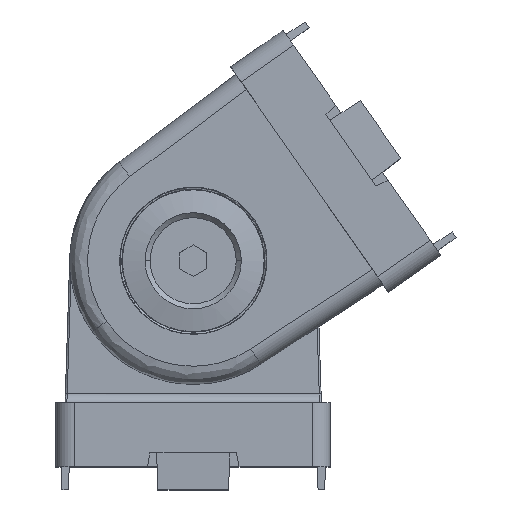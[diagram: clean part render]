
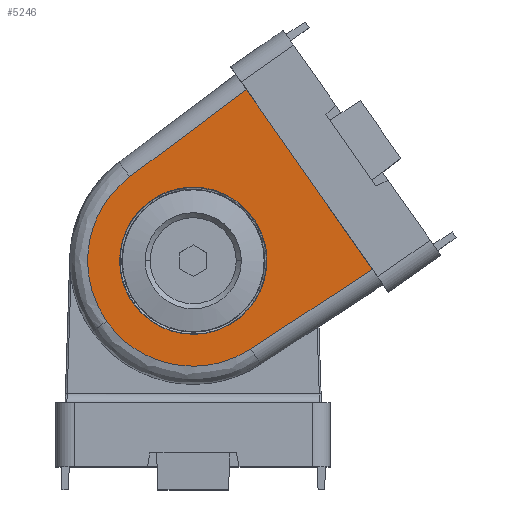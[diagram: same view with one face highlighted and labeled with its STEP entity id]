
A CAD part, top view. The second image highlights one B-rep face of the part: STEP entity #5246.
In plain terms, the highlighted planar face has unit normal (-0.014, -0.01, 1).
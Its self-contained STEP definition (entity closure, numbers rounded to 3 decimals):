
#68 = LINE ( 'NONE', #10017, #1175 ) ;
#116 = EDGE_CURVE ( 'NONE', #12640, #11977, #5424, .T. ) ;
#124 = CARTESIAN_POINT ( 'NONE',  ( -9.449, -6.616, 13.528 ) ) ;
#902 = ORIENTED_EDGE ( 'NONE', *, *, #7026, .F. ) ;
#1008 = CARTESIAN_POINT ( 'NONE',  ( 4.093, 21.178, 14. ) ) ;
#1175 = VECTOR ( 'NONE', #10991, 1000. ) ;
#1212 = FACE_OUTER_BOUND ( 'NONE', #10280, .T. ) ;
#1432 = ORIENTED_EDGE ( 'NONE', *, *, #116, .F. ) ;
#1562 = VERTEX_POINT ( 'NONE', #5032 ) ;
#1790 = EDGE_CURVE ( 'NONE', #1562, #4545, #5126, .T. ) ;
#2316 = CARTESIAN_POINT ( 'NONE',  ( -11.151, 3.253, 13.603 ) ) ;
#2326 = CARTESIAN_POINT ( 'NONE',  ( 15.819, -8.561, 13.87 ) ) ;
#2333 = CARTESIAN_POINT ( 'NONE',  ( 6.592, 4.616, 13.87 ) ) ;
#2377 = B_SPLINE_CURVE_WITH_KNOTS ( 'NONE', 3,
 ( #12581, #3519, #7483, #2542, #11613, #2731, #7993, #4882, #5078, #124 ),
 .UNSPECIFIED., .F., .F.,
 ( 4, 2, 2, 2, 4 ),
 ( 0., 0.25, 0.5, 0.75, 1. ),
 .UNSPECIFIED. ) ;
#2453 = CARTESIAN_POINT ( 'NONE',  ( 2.642, -17.787, 13.589 ) ) ;
#2542 = CARTESIAN_POINT ( 'NONE',  ( 0.745, -11.588, 13.624 ) ) ;
#2731 = CARTESIAN_POINT ( 'NONE',  ( -3.654, -11.033, 13.567 ) ) ;
#3032 = CARTESIAN_POINT ( 'NONE',  ( -11.617, 0.34, 13.567 ) ) ;
#3165 = CARTESIAN_POINT ( 'NONE',  ( -10.905, -4.036, 13.533 ) ) ;
#3343 =( BOUNDED_CURVE ( )  B_SPLINE_CURVE ( 3, ( #11363, #7603, #11543, #5340 ),
 .UNSPECIFIED., .F., .T. ) 
 B_SPLINE_CURVE_WITH_KNOTS ( ( 4, 4 ),
 ( 0., 3.142 ),
 .UNSPECIFIED. ) 
 CURVE ( )  GEOMETRIC_REPRESENTATION_ITEM ( )  RATIONAL_B_SPLINE_CURVE ( ( 1., 0.333, 0.333, 1. ) ) 
 REPRESENTATION_ITEM ( '' )  );
#3515 = DIRECTION ( 'NONE',  ( -0.574, 0.819, 0. ) ) ;
#3519 = CARTESIAN_POINT ( 'NONE',  ( 5.03, -10.453, 13.697 ) ) ;
#3709 = VERTEX_POINT ( 'NONE', #12209 ) ;
#4450 = DIRECTION ( 'NONE',  ( -0.837, -0.547, -0.017 ) ) ;
#4509 = CARTESIAN_POINT ( 'NONE',  ( 19.58, -0.939, 14. ) ) ;
#4545 = VERTEX_POINT ( 'NONE', #5883 ) ;
#4555 = ORIENTED_EDGE ( 'NONE', *, *, #1790, .F. ) ;
#4612 = CARTESIAN_POINT ( 'NONE',  ( 4.093, 21.178, 14. ) ) ;
#4882 = CARTESIAN_POINT ( 'NONE',  ( -7.522, -8.867, 13.533 ) ) ;
#4988 = DIRECTION ( 'NONE',  ( 0.014, 0.01, -1. ) ) ;
#5032 = CARTESIAN_POINT ( 'NONE',  ( -9.449, -6.616, 13.528 ) ) ;
#5078 = CARTESIAN_POINT ( 'NONE',  ( -8.603, -7.824, 13.528 ) ) ;
#5126 = B_SPLINE_CURVE_WITH_KNOTS ( 'NONE', 3,
 ( #11590, #12818, #3165, #9065, #3032, #2316, #11144, #5251, #8169, #7973 ),
 .UNSPECIFIED., .F., .F.,
 ( 4, 2, 2, 2, 4 ),
 ( 0., 0.25, 0.5, 0.75, 1. ),
 .UNSPECIFIED. ) ;
#5246 = ADVANCED_FACE ( 'NONE', ( #7197, #1212 ), #7065, .F. ) ;
#5251 = CARTESIAN_POINT ( 'NONE',  ( -9.11, 7.188, 13.671 ) ) ;
#5340 = CARTESIAN_POINT ( 'NONE',  ( -6.584, -4.61, 13.589 ) ) ;
#5424 = LINE ( 'NONE', #4509, #6515 ) ;
#5498 = CARTESIAN_POINT ( 'NONE',  ( 19.58, -0.939, 14. ) ) ;
#5547 = VECTOR ( 'NONE', #3515, 1000. ) ;
#5826 = EDGE_CURVE ( 'NONE', #4545, #3709, #68, .T. ) ;
#5883 = CARTESIAN_POINT ( 'NONE',  ( -6.921, 9.186, 13.722 ) ) ;
#6149 = EDGE_CURVE ( 'NONE', #12640, #3709, #10524, .T. ) ;
#6313 = VERTEX_POINT ( 'NONE', #2333 ) ;
#6515 = VECTOR ( 'NONE', #4450, 1000. ) ;
#7026 = EDGE_CURVE ( 'NONE', #11977, #1562, #2377, .T. ) ;
#7065 = PLANE ( 'NONE',  #8424 ) ;
#7124 =( BOUNDED_CURVE ( )  B_SPLINE_CURVE ( 3, ( #8361, #2453, #2326, #8423 ),
 .UNSPECIFIED., .F., .T. ) 
 B_SPLINE_CURVE_WITH_KNOTS ( ( 4, 4 ),
 ( 3.142, 6.283 ),
 .UNSPECIFIED. ) 
 CURVE ( )  GEOMETRIC_REPRESENTATION_ITEM ( )  RATIONAL_B_SPLINE_CURVE ( ( 1., 0.333, 0.333, 1. ) ) 
 REPRESENTATION_ITEM ( '' )  );
#7197 = FACE_BOUND ( 'NONE', #7297, .T. ) ;
#7297 = EDGE_LOOP ( 'NONE', ( #9818, #12568 ) ) ;
#7331 = CARTESIAN_POINT ( 'NONE',  ( -6.584, -4.61, 13.589 ) ) ;
#7404 = VERTEX_POINT ( 'NONE', #7331 ) ;
#7483 = CARTESIAN_POINT ( 'NONE',  ( 3.639, -11.019, 13.671 ) ) ;
#7603 = CARTESIAN_POINT ( 'NONE',  ( -2.634, 17.793, 13.87 ) ) ;
#7654 = ORIENTED_EDGE ( 'NONE', *, *, #6149, .T. ) ;
#7973 = CARTESIAN_POINT ( 'NONE',  ( -6.921, 9.186, 13.722 ) ) ;
#7993 = CARTESIAN_POINT ( 'NONE',  ( -5.047, -10.472, 13.552 ) ) ;
#8169 = CARTESIAN_POINT ( 'NONE',  ( -8.102, 8.302, 13.697 ) ) ;
#8361 = CARTESIAN_POINT ( 'NONE',  ( -6.584, -4.61, 13.589 ) ) ;
#8423 = CARTESIAN_POINT ( 'NONE',  ( 6.592, 4.616, 13.87 ) ) ;
#8424 = AXIS2_PLACEMENT_3D ( 'NONE', #1008, #4988, #10895 ) ;
#9065 = CARTESIAN_POINT ( 'NONE',  ( -11.567, -1.161, 13.552 ) ) ;
#9391 = EDGE_CURVE ( 'NONE', #6313, #7404, #3343, .T. ) ;
#9818 = ORIENTED_EDGE ( 'NONE', *, *, #12122, .F. ) ;
#9858 = ORIENTED_EDGE ( 'NONE', *, *, #5826, .F. ) ;
#10017 = CARTESIAN_POINT ( 'NONE',  ( -6.889, 9.21, 13.723 ) ) ;
#10280 = EDGE_LOOP ( 'NONE', ( #902, #1432, #7654, #9858, #4555 ) ) ;
#10524 = LINE ( 'NONE', #4612, #5547 ) ;
#10895 = DIRECTION ( 'NONE',  ( 0.819, 0.573, 0.017 ) ) ;
#10991 = DIRECTION ( 'NONE',  ( 0.8, 0.599, 0.017 ) ) ;
#11144 = CARTESIAN_POINT ( 'NONE',  ( -10.635, 4.663, 13.624 ) ) ;
#11363 = CARTESIAN_POINT ( 'NONE',  ( 6.592, 4.616, 13.87 ) ) ;
#11543 = CARTESIAN_POINT ( 'NONE',  ( -15.811, 8.566, 13.589 ) ) ;
#11590 = CARTESIAN_POINT ( 'NONE',  ( -9.449, -6.616, 13.528 ) ) ;
#11613 = CARTESIAN_POINT ( 'NONE',  ( -0.757, -11.591, 13.603 ) ) ;
#11977 = VERTEX_POINT ( 'NONE', #12061 ) ;
#12061 = CARTESIAN_POINT ( 'NONE',  ( 6.265, -9.645, 13.722 ) ) ;
#12122 = EDGE_CURVE ( 'NONE', #7404, #6313, #7124, .T. ) ;
#12209 = CARTESIAN_POINT ( 'NONE',  ( 5.814, 18.72, 14. ) ) ;
#12568 = ORIENTED_EDGE ( 'NONE', *, *, #9391, .F. ) ;
#12581 = CARTESIAN_POINT ( 'NONE',  ( 6.265, -9.645, 13.722 ) ) ;
#12640 = VERTEX_POINT ( 'NONE', #5498 ) ;
#12818 = CARTESIAN_POINT ( 'NONE',  ( -10.295, -5.408, 13.528 ) ) ;
